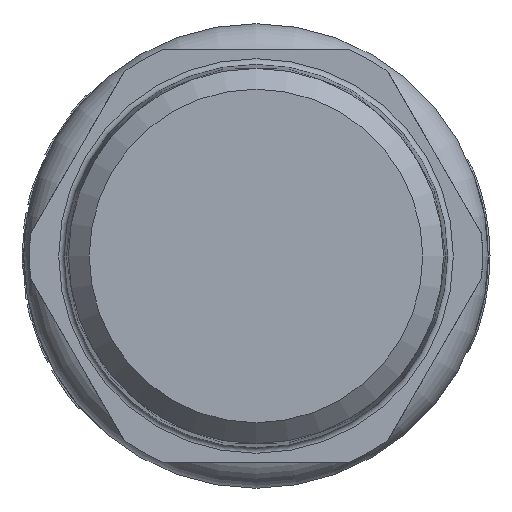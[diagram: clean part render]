
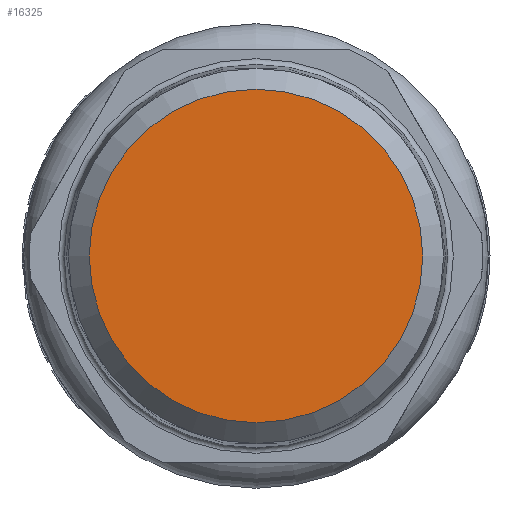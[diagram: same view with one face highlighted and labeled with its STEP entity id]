
A CAD part, left-side view. The second image highlights one B-rep face of the part: STEP entity #16325.
In plain terms, the highlighted planar face has unit normal (-1, 0, 0).
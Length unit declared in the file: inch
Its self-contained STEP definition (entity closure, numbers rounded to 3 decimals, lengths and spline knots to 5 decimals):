
#1862=CIRCLE('',#17931,0.57231);
#1863=CIRCLE('',#17932,0.57231);
#2954=FACE_OUTER_BOUND('',#3863,.T.);
#3863=EDGE_LOOP('',(#14941,#14942));
#7757=VERTEX_POINT('',#33479);
#7758=VERTEX_POINT('',#33480);
#10164=EDGE_CURVE('',#7757,#7758,#1862,.T.);
#10165=EDGE_CURVE('',#7758,#7757,#1863,.T.);
#14941=ORIENTED_EDGE('',*,*,#10164,.T.);
#14942=ORIENTED_EDGE('',*,*,#10165,.T.);
#15471=PLANE('',#17930);
#16325=ADVANCED_FACE('',(#2954),#15471,.T.);
#17930=AXIS2_PLACEMENT_3D('',#33478,#21801,#21802);
#17931=AXIS2_PLACEMENT_3D('',#33481,#21803,#21804);
#17932=AXIS2_PLACEMENT_3D('',#33482,#21805,#21806);
#21801=DIRECTION('center_axis',(-1.,0.,0.));
#21802=DIRECTION('ref_axis',(0.,1.,0.));
#21803=DIRECTION('center_axis',(-1.,0.,0.));
#21804=DIRECTION('ref_axis',(0.,-1.,0.));
#21805=DIRECTION('center_axis',(-1.,0.,0.));
#21806=DIRECTION('ref_axis',(0.,-1.,0.));
#33478=CARTESIAN_POINT('Origin',(-2.42323,-0.64163,0.));
#33479=CARTESIAN_POINT('',(-2.42323,-0.57231,0.));
#33480=CARTESIAN_POINT('',(-2.42323,0.57231,0.));
#33481=CARTESIAN_POINT('Origin',(-2.42323,0.,
0.));
#33482=CARTESIAN_POINT('Origin',(-2.42323,0.,
0.));
